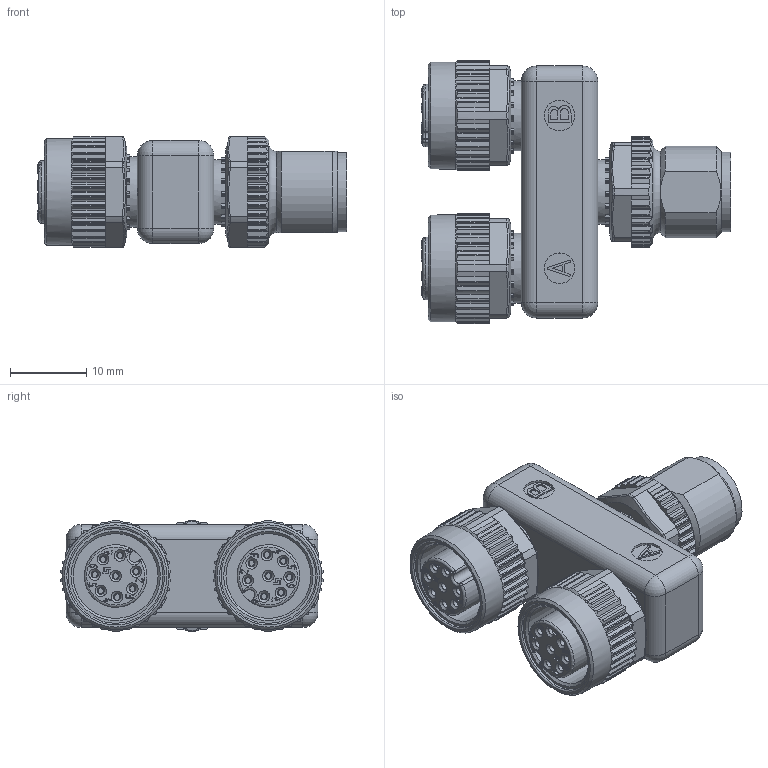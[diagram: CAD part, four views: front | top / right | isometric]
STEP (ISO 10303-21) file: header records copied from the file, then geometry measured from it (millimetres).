
FILE_DESCRIPTION(/* description */ (''),/* implementation_level */ '2;1');
FILE_NAME(/* name */ '79 5211 00 08 001_00.stp',/* time_stamp */ '2013-10-30T14:27:35+01:00',/* author */ (''),/* organization */ (''),/* preprocessor_version */ 'ST-DEVELOPER v14',/* originating_system */ 'SIEMENS PLM Software NX 8.0',/* authorisation */ '');
FILE_SCHEMA (('AUTOMOTIVE_DESIGN { 1 0 10303 214 3 1 1 1 }'));
Products named in the file (1): cerl0DD4C03Chdwt
Bounding box: 40.5 x 34.45 x 14.5 mm (x, y, z)
Volume: 8438.4 mm3; surface area: 6414.6 mm2
Topology: 1 solids, 1 shells, 1729 faces, 4562 edges, 2908 vertices
Faces by surface type: plane 893, cylinder 472, extrusion 187, cone 80, bspline 52, torus 25, sphere 20
Full cylindrical faces by diameter (mm): 0.8 x8, 0.9 x32, 1.35 x16, 1.4 x16, 4 x2, 8.2 x2, 8.3 x1, 8.5 x1, 9.2 x2, 10.4 x1, 11.1 x2, 12.4 x2, 14 x2
Entity records: 58145 total; most frequent: CARTESIAN_POINT 17585, ORIENTED_EDGE 8672, DIRECTION 7787, EDGE_CURVE 4336, VERTEX_POINT 2826, AXIS2_PLACEMENT_3D 2737, VECTOR 2313, LINE 2126
